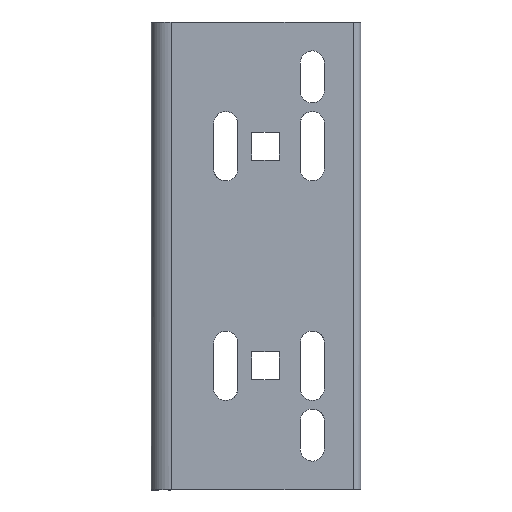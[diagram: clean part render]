
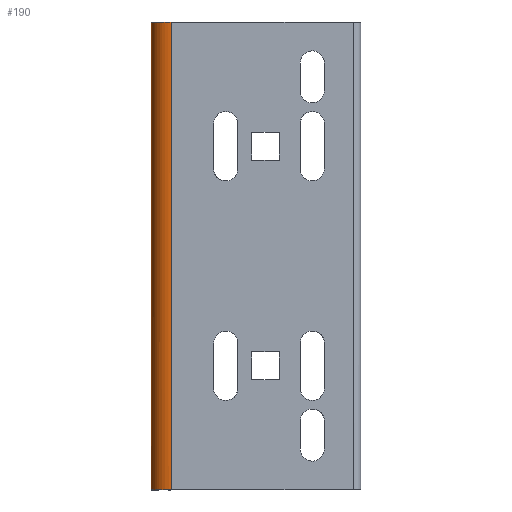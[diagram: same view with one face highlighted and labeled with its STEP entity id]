
A CAD part, left-side view. The second image highlights one B-rep face of the part: STEP entity #190.
In plain terms, the highlighted free-form (B-spline) face has degree [2, 1] with [9, 2] control points.
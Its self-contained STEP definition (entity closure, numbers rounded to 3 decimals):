
#190=ADVANCED_FACE('',(#337),#2610,.T.);
#337=FACE_OUTER_BOUND('',#492,.T.);
#492=EDGE_LOOP('',(#1094,#1095,#1096,#1097));
#1094=ORIENTED_EDGE('',*,*,#1788,.F.);
#1095=ORIENTED_EDGE('',*,*,#1790,.F.);
#1096=ORIENTED_EDGE('',*,*,#1787,.T.);
#1097=ORIENTED_EDGE('',*,*,#1789,.F.);
#1787=EDGE_CURVE('',#2519,#2518,#2228,.T.);
#1788=EDGE_CURVE('',#2435,#2520,#2229,.T.);
#1789=EDGE_CURVE('',#2520,#2518,#1965,.T.);
#1790=EDGE_CURVE('',#2519,#2435,#1966,.T.);
#1965=(
BOUNDED_CURVE()
B_SPLINE_CURVE(2,(#5477,#5478,#5479,#5480,#5481),.UNSPECIFIED.,.F.,.F.)
B_SPLINE_CURVE_WITH_KNOTS((3,2,3),(0.,9.425,18.85),
 .UNSPECIFIED.)
CURVE()
GEOMETRIC_REPRESENTATION_ITEM()
RATIONAL_B_SPLINE_CURVE((1.,0.707,1.,0.707,1.))
REPRESENTATION_ITEM('')
);
#1966=(
BOUNDED_CURVE()
B_SPLINE_CURVE(2,(#5482,#5483,#5484,#5485,#5486),.UNSPECIFIED.,.F.,.F.)
B_SPLINE_CURVE_WITH_KNOTS((3,2,3),(0.,9.425,18.85),
 .UNSPECIFIED.)
CURVE()
GEOMETRIC_REPRESENTATION_ITEM()
RATIONAL_B_SPLINE_CURVE((1.,0.707,1.,0.707,1.))
REPRESENTATION_ITEM('')
);
#2228=B_SPLINE_CURVE_WITH_KNOTS('',1,(#5473,#5474),.UNSPECIFIED.,.F.,.F.,
(2,2),(0.,135.),.UNSPECIFIED.);
#2229=B_SPLINE_CURVE_WITH_KNOTS('',1,(#5475,#5476),.UNSPECIFIED.,.F.,.F.,
(2,2),(-135.,0.),.UNSPECIFIED.);
#2435=VERTEX_POINT('',#4396);
#2518=VERTEX_POINT('',#4479);
#2519=VERTEX_POINT('',#4480);
#2520=VERTEX_POINT('',#4481);
#2610=(
BOUNDED_SURFACE()
B_SPLINE_SURFACE(2,1,((#4084,#4085),(#4086,#4087),(#4088,#4089),(#4090,
#4091),(#4092,#4093),(#4094,#4095),(#4096,#4097),(#4098,#4099),(#4100,#4101)),
 .UNSPECIFIED.,.T.,.F.,.F.)
B_SPLINE_SURFACE_WITH_KNOTS((3,2,2,2,3),(2,2),(0.,1.571,3.142,
4.712,6.283),(0.,162.6),.UNSPECIFIED.)
GEOMETRIC_REPRESENTATION_ITEM()
RATIONAL_B_SPLINE_SURFACE(((1.,1.),(0.707,0.707),
(1.,1.),(0.707,0.707),(1.,1.),(0.707,
0.707),(1.,1.),(0.707,0.707),(1.,1.)))
REPRESENTATION_ITEM('')
SURFACE()
);
#4084=CARTESIAN_POINT('',(-69.,48.5,-81.3));
#4085=CARTESIAN_POINT('',(-69.,48.5,81.3));
#4086=CARTESIAN_POINT('',(-63.,48.5,-81.3));
#4087=CARTESIAN_POINT('',(-63.,48.5,81.3));
#4088=CARTESIAN_POINT('',(-63.,54.5,-81.3));
#4089=CARTESIAN_POINT('',(-63.,54.5,81.3));
#4090=CARTESIAN_POINT('',(-63.,60.5,-81.3));
#4091=CARTESIAN_POINT('',(-63.,60.5,81.3));
#4092=CARTESIAN_POINT('',(-69.,60.5,-81.3));
#4093=CARTESIAN_POINT('',(-69.,60.5,81.3));
#4094=CARTESIAN_POINT('',(-75.,60.5,-81.3));
#4095=CARTESIAN_POINT('',(-75.,60.5,81.3));
#4096=CARTESIAN_POINT('',(-75.,54.5,-81.3));
#4097=CARTESIAN_POINT('',(-75.,54.5,81.3));
#4098=CARTESIAN_POINT('',(-75.,48.5,-81.3));
#4099=CARTESIAN_POINT('',(-75.,48.5,81.3));
#4100=CARTESIAN_POINT('',(-69.,48.5,-81.3));
#4101=CARTESIAN_POINT('',(-69.,48.5,81.3));
#4396=CARTESIAN_POINT('',(-63.,54.5,-67.5));
#4479=CARTESIAN_POINT('',(-75.,54.5,67.5));
#4480=CARTESIAN_POINT('',(-75.,54.5,-67.5));
#4481=CARTESIAN_POINT('',(-63.,54.5,67.5));
#5473=CARTESIAN_POINT('',(-75.,54.5,-67.5));
#5474=CARTESIAN_POINT('',(-75.,54.5,67.5));
#5475=CARTESIAN_POINT('',(-63.,54.5,-67.5));
#5476=CARTESIAN_POINT('',(-63.,54.5,67.5));
#5477=CARTESIAN_POINT('',(-63.,54.5,67.5));
#5478=CARTESIAN_POINT('',(-63.,60.5,67.5));
#5479=CARTESIAN_POINT('',(-69.,60.5,67.5));
#5480=CARTESIAN_POINT('',(-75.,60.5,67.5));
#5481=CARTESIAN_POINT('',(-75.,54.5,67.5));
#5482=CARTESIAN_POINT('',(-75.,54.5,-67.5));
#5483=CARTESIAN_POINT('',(-75.,60.5,-67.5));
#5484=CARTESIAN_POINT('',(-69.,60.5,-67.5));
#5485=CARTESIAN_POINT('',(-63.,60.5,-67.5));
#5486=CARTESIAN_POINT('',(-63.,54.5,-67.5));
